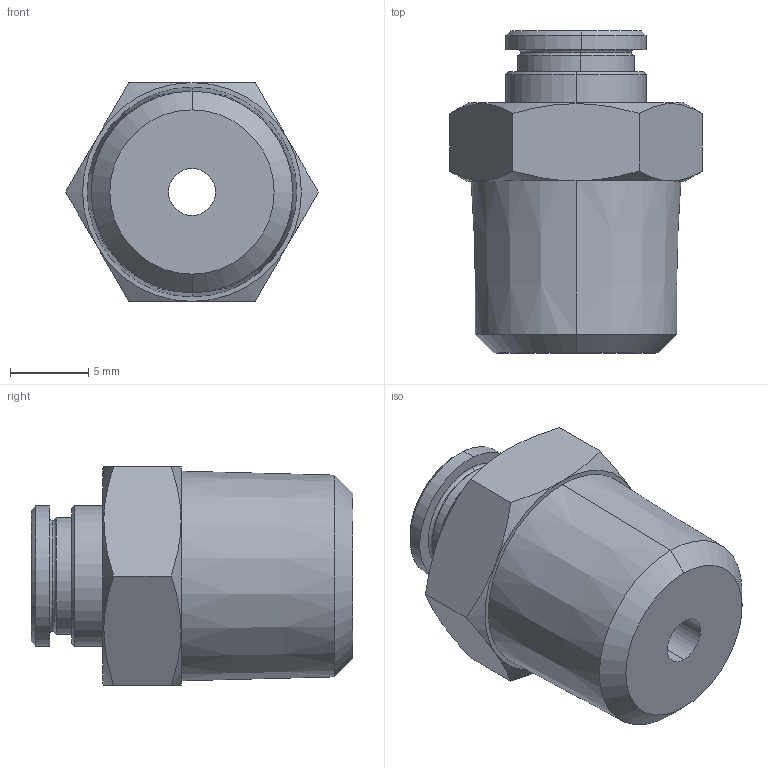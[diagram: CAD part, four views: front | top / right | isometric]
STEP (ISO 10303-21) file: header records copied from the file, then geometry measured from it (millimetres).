
FILE_DESCRIPTION (( 'STEP AP203' ), '1' );
FILE_NAME ('X0010012.STEP', '2010-09-21T07:31:34', ( '' ), ( 'sopra-pneumatic' ), 'SwSTEP 2.0', 'SolidWorks 2009', '' );
FILE_SCHEMA (( 'CONFIG_CONTROL_DESIGN' ));
Length unit declared in the file: millimetre
Products named in the file (1): X0010012
Bounding box: 16.17 x 20.6 x 14 mm (x, y, z)
Volume: 2334.1 mm3; surface area: 1364.2 mm2
Topology: 1 solids, 1 shells, 56 faces, 122 edges, 72 vertices
Faces by surface type: plane 24, cone 18, cylinder 10, torus 4
Entity records: 1707 total; most frequent: CARTESIAN_POINT 417, DIRECTION 260, ORIENTED_EDGE 244, EDGE_CURVE 122, AXIS2_PLACEMENT_3D 107, VERTEX_POINT 72, EDGE_LOOP 62, ADVANCED_FACE 56
